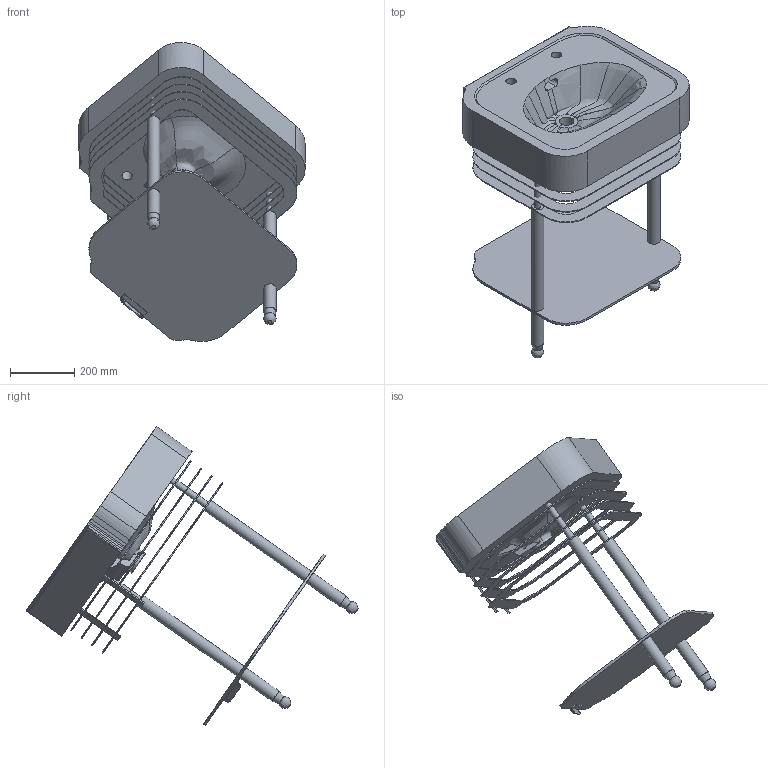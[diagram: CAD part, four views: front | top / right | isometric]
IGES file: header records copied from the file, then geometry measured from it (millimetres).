
Global section: file name: 80043; native system: AutoCAD 2016 - English; preprocessor: Autodesk Translation Framework DWG producer (atf_dwg_producer); organization: unknown; date: 20170210.102535; units: millimetre
Bounding box: 704.1 x 1033.45 x 931.27 mm (x, y, z)
Volume: 39055884.3 mm3; surface area: 2352669.3 mm2
Topology: 11 solids, 11 shells, 404 faces, 1153 edges, 778 vertices
Faces by surface type: bspline 404
